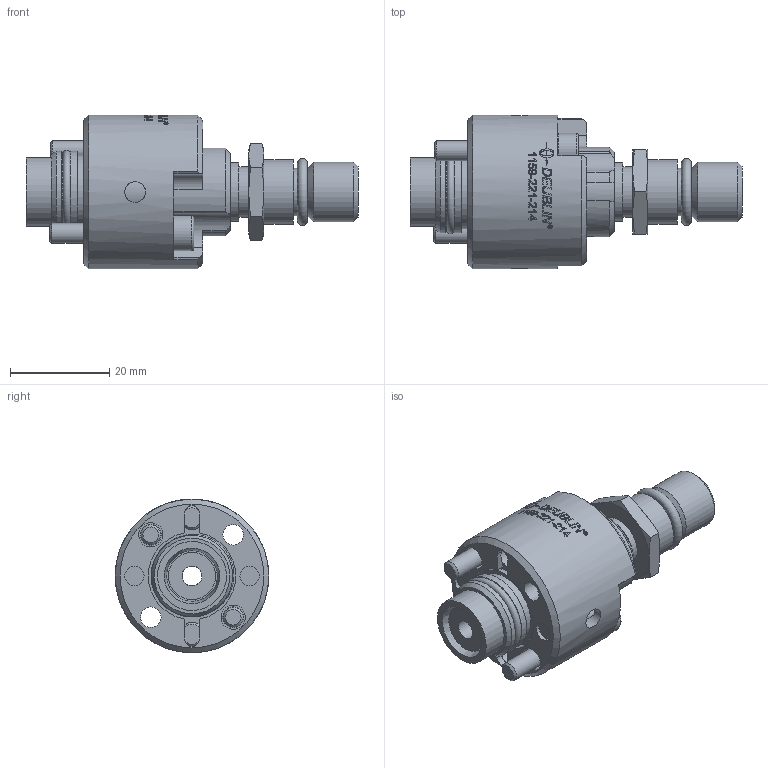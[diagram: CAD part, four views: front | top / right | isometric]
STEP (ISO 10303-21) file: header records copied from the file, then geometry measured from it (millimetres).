
FILE_DESCRIPTION(/* description */ (''),/* implementation_level */ '2;1');
FILE_NAME(/* name */ '1159-221-214-IC.stp',/* time_stamp */ '2020-05-17T10:37:21-05:00',/* author */ ('Moorera'),/* organization */ (''),/* preprocessor_version */ 'ST-DEVELOPER v18.1',/* originating_system */ 'Autodesk Inventor 2020',/* authorisation */ '');
FILE_SCHEMA (('AUTOMOTIVE_DESIGN { 1 0 10303 214 3 1 1 }'));
Products named in the file (1): 1159-221-214-IC
Bounding box: 66.9 x 30.95 x 30.95 mm (x, y, z)
Volume: 20064.9 mm3; surface area: 12251.5 mm2
Topology: 3 solids, 4 shells, 500 faces, 1349 edges, 902 vertices
Faces by surface type: plane 195, bspline 159, cylinder 98, cone 42, torus 6
Full cylindrical faces by diameter (mm): 3.9 x2, 4 x3, 4.134 x2, 4.2 x4, 4.8 x2, 4.88 x2, 4.9 x2, 5.5 x2, 6 x1, 7 x2, 8.096 x1, 9.5 x2, 10.2 x2, 11.8 x1, 11.972 x1, 12.994 x1, 13.9 x1, 13.93 x2, 14.8 x1, 16.323 x1, 16.368 x3, 16.5 x1, 30.95 x1
Entity records: 51555 total; most frequent: CARTESIAN_POINT 39285, ORIENTED_EDGE 2694, DIRECTION 2201, EDGE_CURVE 1347, VERTEX_POINT 902, AXIS2_PLACEMENT_3D 834, EDGE_LOOP 568, LINE 533
